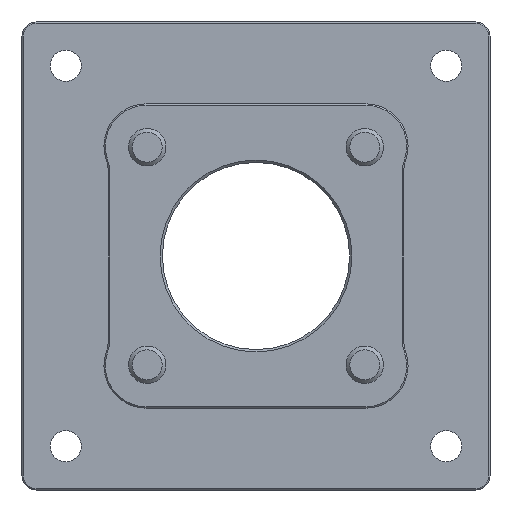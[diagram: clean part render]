
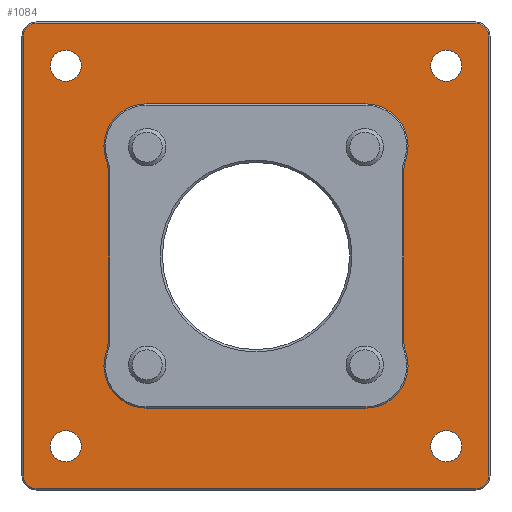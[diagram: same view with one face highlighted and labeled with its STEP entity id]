
A CAD part, front view. The second image highlights one B-rep face of the part: STEP entity #1084.
In plain terms, the highlighted planar face has unit normal (0, -1, 0).
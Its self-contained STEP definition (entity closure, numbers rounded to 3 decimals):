
#20=FACE_BOUND('',#273,.T.);
#21=FACE_BOUND('',#274,.T.);
#22=FACE_BOUND('',#275,.T.);
#23=FACE_BOUND('',#276,.T.);
#24=FACE_BOUND('',#277,.T.);
#88=CIRCLE('',#1158,9.);
#89=CIRCLE('',#1160,10.1);
#90=CIRCLE('',#1163,10.1);
#91=CIRCLE('',#1165,9.);
#98=CIRCLE('',#1176,2.7);
#100=CIRCLE('',#1180,2.7);
#102=CIRCLE('',#1184,2.7);
#104=CIRCLE('',#1188,2.7);
#107=CIRCLE('',#1196,9.);
#108=CIRCLE('',#1197,10.1);
#109=CIRCLE('',#1198,10.1);
#110=CIRCLE('',#1199,9.);
#111=CIRCLE('',#1200,3.324);
#112=CIRCLE('',#1201,3.324);
#113=CIRCLE('',#1202,3.324);
#114=CIRCLE('',#1203,3.324);
#193=FACE_OUTER_BOUND('',#272,.T.);
#272=EDGE_LOOP('',(#873,#874,#875,#876,#877,#878,#879,#880));
#273=EDGE_LOOP('',(#881,#882,#883,#884,#885,#886,#887,#888,#889,#890,#891,
#892));
#274=EDGE_LOOP('',(#893));
#275=EDGE_LOOP('',(#894));
#276=EDGE_LOOP('',(#895));
#277=EDGE_LOOP('',(#896));
#368=LINE('',#1719,#444);
#372=LINE('',#1731,#448);
#376=LINE('',#1751,#452);
#380=LINE('',#1763,#456);
#384=LINE('',#1775,#460);
#388=LINE('',#1787,#464);
#396=LINE('',#1815,#472);
#397=LINE('',#1820,#473);
#444=VECTOR('',#1363,34.802);
#448=VECTOR('',#1377,47.);
#452=VECTOR('',#1395,94.);
#456=VECTOR('',#1407,94.);
#460=VECTOR('',#1419,94.);
#464=VECTOR('',#1431,94.);
#472=VECTOR('',#1463,34.802);
#473=VECTOR('',#1468,47.);
#520=VERTEX_POINT('',#1707);
#521=VERTEX_POINT('',#1709);
#522=VERTEX_POINT('',#1713);
#523=VERTEX_POINT('',#1717);
#524=VERTEX_POINT('',#1721);
#525=VERTEX_POINT('',#1725);
#526=VERTEX_POINT('',#1729);
#532=VERTEX_POINT('',#1744);
#535=VERTEX_POINT('',#1749);
#536=VERTEX_POINT('',#1753);
#538=VERTEX_POINT('',#1759);
#540=VERTEX_POINT('',#1765);
#542=VERTEX_POINT('',#1771);
#544=VERTEX_POINT('',#1777);
#546=VERTEX_POINT('',#1783);
#553=VERTEX_POINT('',#1810);
#554=VERTEX_POINT('',#1812);
#555=VERTEX_POINT('',#1814);
#556=VERTEX_POINT('',#1816);
#557=VERTEX_POINT('',#1818);
#558=VERTEX_POINT('',#1821);
#559=VERTEX_POINT('',#1823);
#560=VERTEX_POINT('',#1825);
#561=VERTEX_POINT('',#1827);
#629=EDGE_CURVE('',#521,#520,#88,.T.);
#632=EDGE_CURVE('',#520,#522,#89,.T.);
#634=EDGE_CURVE('',#522,#523,#368,.T.);
#636=EDGE_CURVE('',#523,#524,#90,.T.);
#638=EDGE_CURVE('',#524,#525,#91,.T.);
#640=EDGE_CURVE('',#525,#526,#372,.T.);
#649=EDGE_CURVE('',#535,#532,#376,.T.);
#652=EDGE_CURVE('',#532,#536,#98,.T.);
#655=EDGE_CURVE('',#536,#538,#380,.T.);
#658=EDGE_CURVE('',#538,#540,#100,.T.);
#661=EDGE_CURVE('',#540,#542,#384,.T.);
#664=EDGE_CURVE('',#542,#544,#102,.T.);
#667=EDGE_CURVE('',#544,#546,#388,.T.);
#669=EDGE_CURVE('',#546,#535,#104,.T.);
#679=EDGE_CURVE('',#526,#553,#107,.T.);
#680=EDGE_CURVE('',#553,#554,#108,.T.);
#681=EDGE_CURVE('',#554,#555,#396,.T.);
#682=EDGE_CURVE('',#555,#556,#109,.T.);
#683=EDGE_CURVE('',#556,#557,#110,.T.);
#684=EDGE_CURVE('',#557,#521,#397,.T.);
#685=EDGE_CURVE('',#558,#558,#111,.T.);
#686=EDGE_CURVE('',#559,#559,#112,.T.);
#687=EDGE_CURVE('',#560,#560,#113,.T.);
#688=EDGE_CURVE('',#561,#561,#114,.T.);
#873=ORIENTED_EDGE('',*,*,#649,.F.);
#874=ORIENTED_EDGE('',*,*,#669,.F.);
#875=ORIENTED_EDGE('',*,*,#667,.F.);
#876=ORIENTED_EDGE('',*,*,#664,.F.);
#877=ORIENTED_EDGE('',*,*,#661,.F.);
#878=ORIENTED_EDGE('',*,*,#658,.F.);
#879=ORIENTED_EDGE('',*,*,#655,.F.);
#880=ORIENTED_EDGE('',*,*,#652,.F.);
#881=ORIENTED_EDGE('',*,*,#638,.T.);
#882=ORIENTED_EDGE('',*,*,#640,.T.);
#883=ORIENTED_EDGE('',*,*,#679,.T.);
#884=ORIENTED_EDGE('',*,*,#680,.T.);
#885=ORIENTED_EDGE('',*,*,#681,.T.);
#886=ORIENTED_EDGE('',*,*,#682,.T.);
#887=ORIENTED_EDGE('',*,*,#683,.T.);
#888=ORIENTED_EDGE('',*,*,#684,.T.);
#889=ORIENTED_EDGE('',*,*,#629,.T.);
#890=ORIENTED_EDGE('',*,*,#632,.T.);
#891=ORIENTED_EDGE('',*,*,#634,.T.);
#892=ORIENTED_EDGE('',*,*,#636,.T.);
#893=ORIENTED_EDGE('',*,*,#685,.T.);
#894=ORIENTED_EDGE('',*,*,#686,.T.);
#895=ORIENTED_EDGE('',*,*,#687,.T.);
#896=ORIENTED_EDGE('',*,*,#688,.T.);
#1037=PLANE('',#1195);
#1084=ADVANCED_FACE('',(#193,#20,#21,#22,#23,#24),#1037,.F.);
#1158=AXIS2_PLACEMENT_3D('',#1710,#1352,#1353);
#1160=AXIS2_PLACEMENT_3D('',#1715,#1358,#1359);
#1163=AXIS2_PLACEMENT_3D('',#1723,#1367,#1368);
#1165=AXIS2_PLACEMENT_3D('',#1727,#1372,#1373);
#1176=AXIS2_PLACEMENT_3D('',#1757,#1401,#1402);
#1180=AXIS2_PLACEMENT_3D('',#1769,#1413,#1414);
#1184=AXIS2_PLACEMENT_3D('',#1781,#1425,#1426);
#1188=AXIS2_PLACEMENT_3D('',#1790,#1436,#1437);
#1195=AXIS2_PLACEMENT_3D('',#1809,#1457,#1458);
#1196=AXIS2_PLACEMENT_3D('',#1811,#1459,#1460);
#1197=AXIS2_PLACEMENT_3D('',#1813,#1461,#1462);
#1198=AXIS2_PLACEMENT_3D('',#1817,#1464,#1465);
#1199=AXIS2_PLACEMENT_3D('',#1819,#1466,#1467);
#1200=AXIS2_PLACEMENT_3D('',#1822,#1469,#1470);
#1201=AXIS2_PLACEMENT_3D('',#1824,#1471,#1472);
#1202=AXIS2_PLACEMENT_3D('',#1826,#1473,#1474);
#1203=AXIS2_PLACEMENT_3D('',#1828,#1475,#1476);
#1352=DIRECTION('center_axis',(0.,1.,0.));
#1353=DIRECTION('ref_axis',(0.,0.,-1.));
#1358=DIRECTION('center_axis',(0.,-1.,0.));
#1359=DIRECTION('ref_axis',(-1.,0.,0.));
#1363=DIRECTION('',(0.,0.,1.));
#1367=DIRECTION('center_axis',(0.,-1.,0.));
#1368=DIRECTION('ref_axis',(-0.948,0.,-0.319));
#1372=DIRECTION('center_axis',(0.,1.,0.));
#1373=DIRECTION('ref_axis',(-0.948,0.,-0.319));
#1377=DIRECTION('',(1.,0.,0.));
#1395=DIRECTION('',(1.,0.,0.));
#1401=DIRECTION('center_axis',(0.,1.,0.));
#1402=DIRECTION('ref_axis',(0.707,0.,0.707));
#1407=DIRECTION('',(0.,0.,-1.));
#1413=DIRECTION('center_axis',(0.,1.,0.));
#1414=DIRECTION('ref_axis',(0.707,0.,-0.707));
#1419=DIRECTION('',(-1.,0.,0.));
#1425=DIRECTION('center_axis',(0.,1.,0.));
#1426=DIRECTION('ref_axis',(-0.707,0.,-0.707));
#1431=DIRECTION('',(0.,0.,1.));
#1436=DIRECTION('center_axis',(0.,1.,0.));
#1437=DIRECTION('ref_axis',(-0.707,0.,0.707));
#1457=DIRECTION('center_axis',(0.,1.,0.));
#1458=DIRECTION('ref_axis',(0.,0.,1.));
#1459=DIRECTION('center_axis',(0.,1.,0.));
#1460=DIRECTION('ref_axis',(0.,0.,1.));
#1461=DIRECTION('center_axis',(0.,-1.,0.));
#1462=DIRECTION('ref_axis',(1.,0.,0.));
#1463=DIRECTION('',(0.,0.,-1.));
#1464=DIRECTION('center_axis',(0.,-1.,0.));
#1465=DIRECTION('ref_axis',(0.948,0.,0.319));
#1466=DIRECTION('center_axis',(0.,1.,0.));
#1467=DIRECTION('ref_axis',(0.948,0.,0.319));
#1468=DIRECTION('',(-1.,0.,0.));
#1469=DIRECTION('center_axis',(0.,1.,0.));
#1470=DIRECTION('ref_axis',(1.,0.,0.));
#1471=DIRECTION('center_axis',(0.,1.,0.));
#1472=DIRECTION('ref_axis',(1.,0.,0.));
#1473=DIRECTION('center_axis',(0.,1.,0.));
#1474=DIRECTION('ref_axis',(1.,0.,0.));
#1475=DIRECTION('center_axis',(0.,1.,0.));
#1476=DIRECTION('ref_axis',(1.,0.,0.));
#1707=CARTESIAN_POINT('',(-32.029,74.,-20.626));
#1709=CARTESIAN_POINT('',(-23.5,74.,-32.5));
#1710=CARTESIAN_POINT('Origin',(-23.5,74.,-23.5));
#1713=CARTESIAN_POINT('',(-31.5,74.,-17.401));
#1715=CARTESIAN_POINT('Origin',(-41.6,74.,-17.401));
#1717=CARTESIAN_POINT('',(-31.5,74.,17.401));
#1719=CARTESIAN_POINT('',(-31.5,74.,-17.401));
#1721=CARTESIAN_POINT('',(-32.029,74.,20.626));
#1723=CARTESIAN_POINT('Origin',(-41.6,74.,17.401));
#1725=CARTESIAN_POINT('',(-23.5,74.,32.5));
#1727=CARTESIAN_POINT('Origin',(-23.5,74.,23.5));
#1729=CARTESIAN_POINT('',(23.5,74.,32.5));
#1731=CARTESIAN_POINT('',(-23.5,74.,32.5));
#1744=CARTESIAN_POINT('',(47.,74.,49.7));
#1749=CARTESIAN_POINT('',(-47.,74.,49.7));
#1751=CARTESIAN_POINT('',(-25.,74.,49.7));
#1753=CARTESIAN_POINT('',(49.7,74.,47.));
#1757=CARTESIAN_POINT('Origin',(47.,74.,47.));
#1759=CARTESIAN_POINT('',(49.7,74.,-47.));
#1763=CARTESIAN_POINT('',(49.7,74.,25.));
#1765=CARTESIAN_POINT('',(47.,74.,-49.7));
#1769=CARTESIAN_POINT('Origin',(47.,74.,-47.));
#1771=CARTESIAN_POINT('',(-47.,74.,-49.7));
#1775=CARTESIAN_POINT('',(25.,74.,-49.7));
#1777=CARTESIAN_POINT('',(-49.7,74.,-47.));
#1781=CARTESIAN_POINT('Origin',(-47.,74.,-47.));
#1783=CARTESIAN_POINT('',(-49.7,74.,47.));
#1787=CARTESIAN_POINT('',(-49.7,74.,-25.));
#1790=CARTESIAN_POINT('Origin',(-47.,74.,47.));
#1809=CARTESIAN_POINT('Origin',(0.,74.,0.));
#1810=CARTESIAN_POINT('',(32.029,74.,20.626));
#1811=CARTESIAN_POINT('Origin',(23.5,74.,23.5));
#1812=CARTESIAN_POINT('',(31.5,74.,17.401));
#1813=CARTESIAN_POINT('Origin',(41.6,74.,17.401));
#1814=CARTESIAN_POINT('',(31.5,74.,-17.401));
#1815=CARTESIAN_POINT('',(31.5,74.,17.401));
#1816=CARTESIAN_POINT('',(32.029,74.,-20.626));
#1817=CARTESIAN_POINT('Origin',(41.6,74.,-17.401));
#1818=CARTESIAN_POINT('',(23.5,74.,-32.5));
#1819=CARTESIAN_POINT('Origin',(23.5,74.,-23.5));
#1820=CARTESIAN_POINT('',(23.5,74.,-32.5));
#1821=CARTESIAN_POINT('',(43.982,74.,-40.659));
#1822=CARTESIAN_POINT('Origin',(40.659,74.,-40.659));
#1823=CARTESIAN_POINT('',(-37.335,74.,40.659));
#1824=CARTESIAN_POINT('Origin',(-40.659,74.,40.659));
#1825=CARTESIAN_POINT('',(43.982,74.,40.659));
#1826=CARTESIAN_POINT('Origin',(40.659,74.,40.659));
#1827=CARTESIAN_POINT('',(-37.335,74.,-40.659));
#1828=CARTESIAN_POINT('Origin',(-40.659,74.,-40.659));
